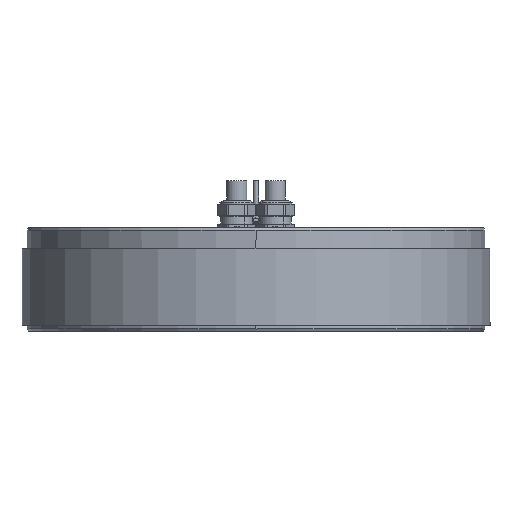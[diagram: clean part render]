
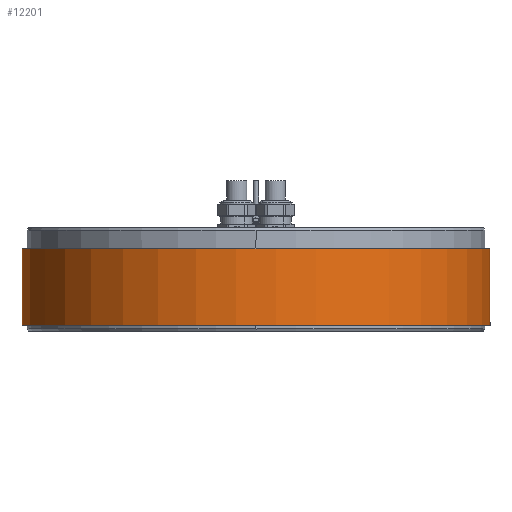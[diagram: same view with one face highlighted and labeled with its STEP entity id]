
A CAD part, front view. The second image highlights one B-rep face of the part: STEP entity #12201.
In plain terms, the highlighted cylindrical face has radius 248.5 mm (diameter 497 mm), a partial arc.
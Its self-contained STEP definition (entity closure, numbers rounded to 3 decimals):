
#3437=CARTESIAN_POINT('',(0.,0.,-22.6));
#3438=DIRECTION('',(0.,0.,1.));
#3439=DIRECTION('',(-0.119,0.993,0.));
#3440=AXIS2_PLACEMENT_3D('',#3437,#3438,#3439);
#3442=DIRECTION('',(0.,0.,1.));
#3443=VECTOR('',#3442,80.8);
#3444=CARTESIAN_POINT('',(29.5,246.743,-103.4));
#3445=LINE('',#3444,#3443);
#3446=CARTESIAN_POINT('',(0.,0.,-103.4));
#3447=DIRECTION('',(0.,0.,-1.));
#3448=DIRECTION('',(0.119,0.993,0.));
#3449=AXIS2_PLACEMENT_3D('',#3446,#3447,#3448);
#3451=DIRECTION('',(0.,0.,1.));
#3452=VECTOR('',#3451,80.8);
#3453=CARTESIAN_POINT('',(-29.5,246.743,-103.4));
#3454=LINE('',#3453,#3452);
#5292=CARTESIAN_POINT('',(-29.5,246.743,-103.4));
#5293=CARTESIAN_POINT('',(29.5,246.743,-103.4));
#5294=VERTEX_POINT('',#5292);
#5295=VERTEX_POINT('',#5293);
#5296=CARTESIAN_POINT('',(-29.5,246.743,-22.6));
#5297=CARTESIAN_POINT('',(29.5,246.743,-22.6));
#5298=VERTEX_POINT('',#5296);
#5299=VERTEX_POINT('',#5297);
#12190=CARTESIAN_POINT('',(0.,0.,-18.56));
#12191=DIRECTION('',(0.,0.,-1.));
#12192=DIRECTION('',(1.,0.,0.));
#12193=AXIS2_PLACEMENT_3D('',#12190,#12191,#12192);
#12194=CYLINDRICAL_SURFACE('',#12193,248.5);
#12195=ORIENTED_EDGE('',*,*,#12139,.T.);
#12196=ORIENTED_EDGE('',*,*,#12155,.F.);
#12197=ORIENTED_EDGE('',*,*,#12179,.T.);
#12198=ORIENTED_EDGE('',*,*,#12158,.T.);
#12199=EDGE_LOOP('',(#12195,#12196,#12197,#12198));
#12200=FACE_OUTER_BOUND('',#12199,.F.);
#12201=ADVANCED_FACE('',(#12200),#12194,.T.);
#3441=CIRCLE('',#3440,248.5);
#3450=CIRCLE('',#3449,248.5);
#12139=EDGE_CURVE('',#5298,#5299,#3441,.T.);
#12155=EDGE_CURVE('',#5295,#5299,#3445,.T.);
#12158=EDGE_CURVE('',#5294,#5298,#3454,.T.);
#12179=EDGE_CURVE('',#5295,#5294,#3450,.T.);
